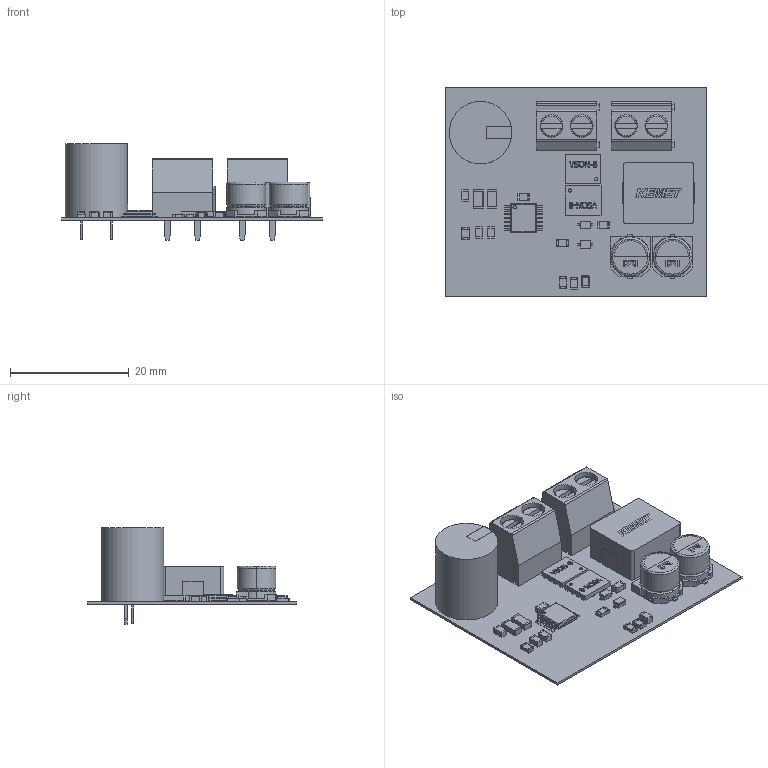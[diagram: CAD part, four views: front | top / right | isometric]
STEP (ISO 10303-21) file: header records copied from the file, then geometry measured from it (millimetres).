
FILE_DESCRIPTION(('Open CASCADE Model'),'2;1');
FILE_NAME('Open CASCADE Shape Model','2021-09-27T01:05:50',('Author'),( 'Open CASCADE'),'Open CASCADE STEP processor 6.8','Open CASCADE 6.8' ,'Unknown');
FILE_SCHEMA(('AUTOMOTIVE_DESIGN { 1 0 10303 214 1 1 1 1 }'));
Products named in the file (1): PCB
Bounding box: 43.81 x 35.18 x 16.31 mm (x, y, z)
Volume: 689.8 mm3; surface area: 6757.6 mm2
Topology: 67 solids, 424 shells, 1592 faces, 4932 edges, 3826 vertices
Faces by surface type: plane 1051, cylinder 311, bspline 130, sphere 64, cone 24, torus 12
Full cylindrical faces by diameter (mm): 0.356 x2, 0.6 x2, 1.3 x4, 10.49 x1
Entity records: 59914 total; most frequent: CARTESIAN_POINT 14282, DIRECTION 8277, ORIENTED_EDGE 7696, EDGE_CURVE 4924, VERTEX_POINT 3826, LINE 3727, VECTOR 3727, AXIS2_PLACEMENT_3D 2275
